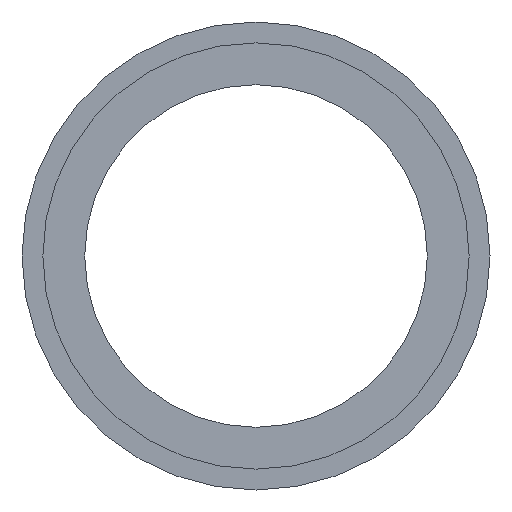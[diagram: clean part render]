
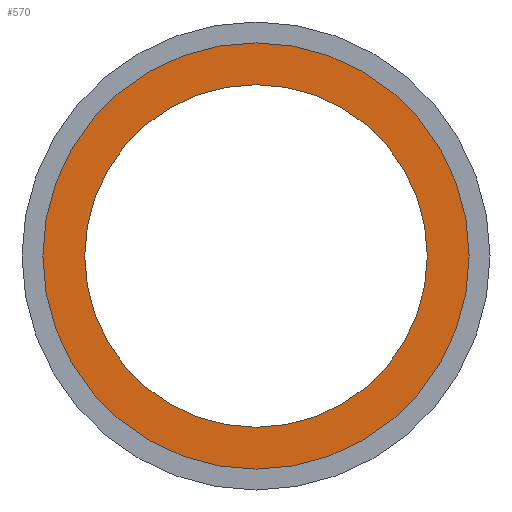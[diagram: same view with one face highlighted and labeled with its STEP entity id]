
A CAD part, front view. The second image highlights one B-rep face of the part: STEP entity #570.
In plain terms, the highlighted planar face has unit normal (0, -1, 0).
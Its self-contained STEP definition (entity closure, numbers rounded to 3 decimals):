
#6 = VERTEX_POINT ( 'NONE', #135 ) ;
#34 = AXIS2_PLACEMENT_3D ( 'NONE', #286, #553, #45 ) ;
#45 = DIRECTION ( 'NONE',  ( -1., 0., 0. ) ) ;
#62 = VERTEX_POINT ( 'NONE', #295 ) ;
#79 = CARTESIAN_POINT ( 'NONE',  ( 0., 6.5, 0. ) ) ;
#115 = DIRECTION ( 'NONE',  ( -1., 0., 0. ) ) ;
#116 = AXIS2_PLACEMENT_3D ( 'NONE', #526, #490, #606 ) ;
#118 = FACE_BOUND ( 'NONE', #563, .T. ) ;
#135 = CARTESIAN_POINT ( 'NONE',  ( 20.5, 6.5, 0. ) ) ;
#157 = CIRCLE ( 'NONE', #220, 20.5 ) ;
#176 = CIRCLE ( 'NONE', #432, 20.5 ) ;
#177 = DIRECTION ( 'NONE',  ( 0., 1., 0. ) ) ;
#180 = PLANE ( 'NONE',  #116 ) ;
#194 = FACE_OUTER_BOUND ( 'NONE', #238, .T. ) ;
#214 = ORIENTED_EDGE ( 'NONE', *, *, #485, .T. ) ;
#220 = AXIS2_PLACEMENT_3D ( 'NONE', #325, #452, #261 ) ;
#238 = EDGE_LOOP ( 'NONE', ( #554, #249 ) ) ;
#249 = ORIENTED_EDGE ( 'NONE', *, *, #583, .F. ) ;
#261 = DIRECTION ( 'NONE',  ( -1., 0., 0. ) ) ;
#278 = AXIS2_PLACEMENT_3D ( 'NONE', #79, #334, #115 ) ;
#286 = CARTESIAN_POINT ( 'NONE',  ( 0., 6.5, 0. ) ) ;
#295 = CARTESIAN_POINT ( 'NONE',  ( -26.1, 6.5, 0. ) ) ;
#298 = CIRCLE ( 'NONE', #34, 26.1 ) ;
#299 = CARTESIAN_POINT ( 'NONE',  ( -20.5, 6.5, 0. ) ) ;
#325 = CARTESIAN_POINT ( 'NONE',  ( 0., 6.5, 0. ) ) ;
#334 = DIRECTION ( 'NONE',  ( 0., 1., 0. ) ) ;
#346 = DIRECTION ( 'NONE',  ( -1., 0., 0. ) ) ;
#389 = EDGE_CURVE ( 'NONE', #6, #595, #157, .T. ) ;
#430 = EDGE_CURVE ( 'NONE', #62, #529, #503, .T. ) ;
#432 = AXIS2_PLACEMENT_3D ( 'NONE', #513, #177, #346 ) ;
#452 = DIRECTION ( 'NONE',  ( 0., 1., 0. ) ) ;
#485 = EDGE_CURVE ( 'NONE', #595, #6, #176, .T. ) ;
#490 = DIRECTION ( 'NONE',  ( 0., 1., 0. ) ) ;
#494 = CARTESIAN_POINT ( 'NONE',  ( 26.1, 6.5, 0. ) ) ;
#500 = ORIENTED_EDGE ( 'NONE', *, *, #389, .T. ) ;
#503 = CIRCLE ( 'NONE', #278, 26.1 ) ;
#513 = CARTESIAN_POINT ( 'NONE',  ( 0., 6.5, 0. ) ) ;
#526 = CARTESIAN_POINT ( 'NONE',  ( 20.5, 6.5, 0. ) ) ;
#529 = VERTEX_POINT ( 'NONE', #494 ) ;
#553 = DIRECTION ( 'NONE',  ( 0., 1., 0. ) ) ;
#554 = ORIENTED_EDGE ( 'NONE', *, *, #430, .F. ) ;
#563 = EDGE_LOOP ( 'NONE', ( #214, #500 ) ) ;
#570 = ADVANCED_FACE ( 'NONE', ( #194, #118 ), #180, .F. ) ;
#583 = EDGE_CURVE ( 'NONE', #529, #62, #298, .T. ) ;
#595 = VERTEX_POINT ( 'NONE', #299 ) ;
#606 = DIRECTION ( 'NONE',  ( -1., 0., 0. ) ) ;
